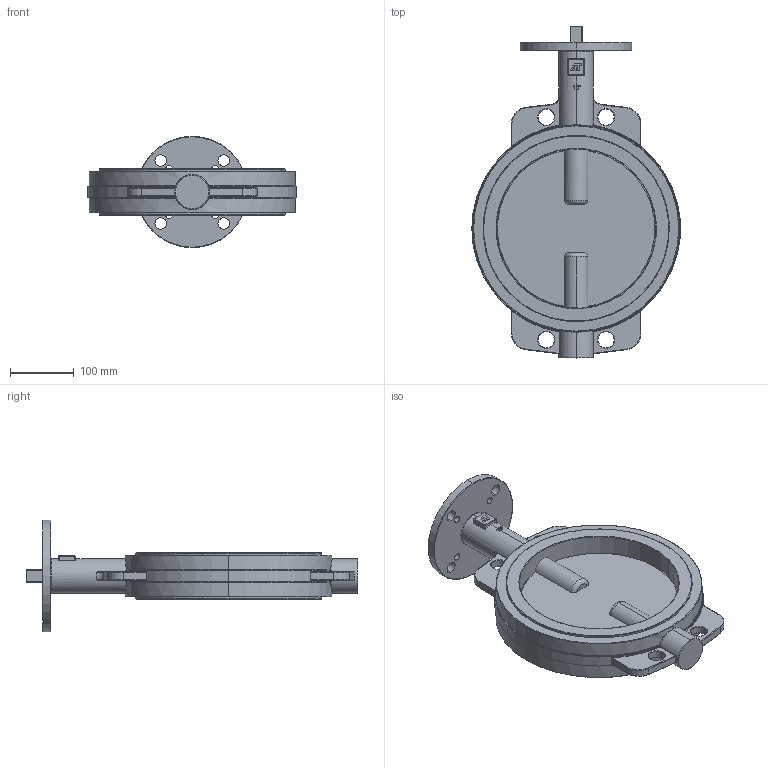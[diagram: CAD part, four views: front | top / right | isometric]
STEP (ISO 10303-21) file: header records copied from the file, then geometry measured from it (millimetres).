
FILE_DESCRIPTION (( 'STEP AP214' ), '1' );
FILE_NAME ('OS-W1-1000-XXX.step', '2019-08-12T18:32:12', ( '' ), ( '' ), 'SwSTEP 2.0', 'SolidWorks 2019', '' );
FILE_SCHEMA (( 'AUTOMOTIVE_DESIGN' ));
Length unit declared in the file: inch
Products named in the file (9): 25198; 25114; 25201; 25139; OS-W1-1000-XXX
Assembly tree (4 placements, depth 2):
  25114
  25198
  25201
  25139
  OS-W1-1000-XXX
    25139
    25114
    25198
    25201
Bounding box: 327.25 x 521.21 x 174.98 mm (x, y, z)
Volume: 3643981.8 mm3; surface area: 552880.2 mm2
Topology: 5 solids, 5 shells, 305 faces, 757 edges, 462 vertices
Faces by surface type: cylinder 106, plane 82, torus 70, bspline 43, sphere 4
Entity records: 12858 total; most frequent: CARTESIAN_POINT 5564, ORIENTED_EDGE 1498, DIRECTION 1455, EDGE_CURVE 749, AXIS2_PLACEMENT_3D 596, VERTEX_POINT 462, EDGE_LOOP 343, CIRCLE 326
